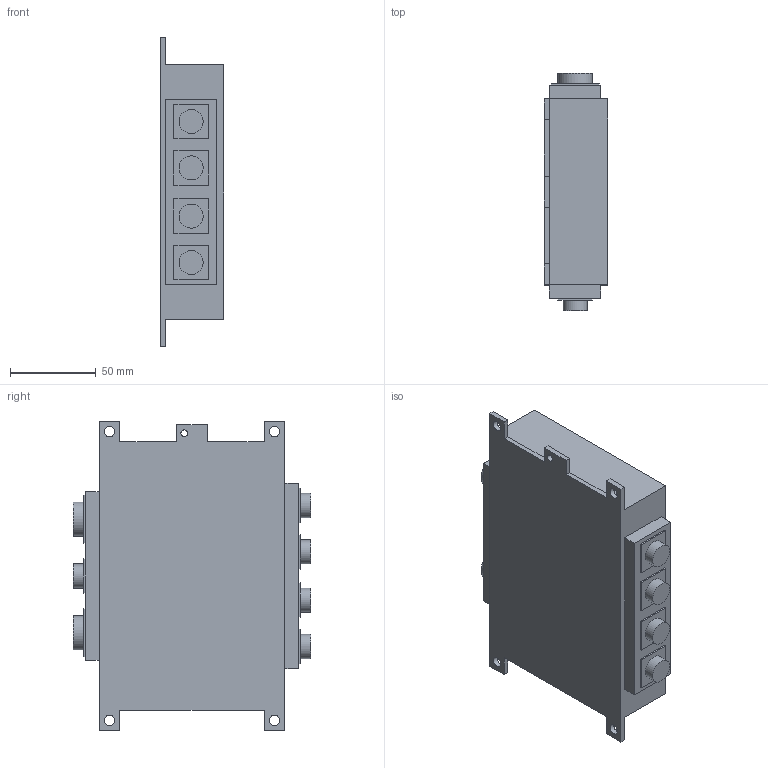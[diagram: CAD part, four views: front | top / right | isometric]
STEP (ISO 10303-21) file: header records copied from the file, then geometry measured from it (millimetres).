
FILE_DESCRIPTION(/* description */ (''),/* implementation_level */ '2;1');
FILE_NAME(/* name */ '348k_be.stp',/* time_stamp */ '2017-08-24T10:05:51+03:00',/* author */ (''),/* organization */ (''),/* preprocessor_version */ 'ST-DEVELOPER v15',/* originating_system */ 'SIEMENS PLM Software NX 9.0',/* authorisation */ '');
FILE_SCHEMA (('AP203_CONFIGURATION_CONTROLLED_3D_DESIGN_OF_MECHANICAL_PARTS_AND_ASSEMBLIES_MIM_LF { 1 0 10303 403 2 1 2}'));
Length unit declared in the file: millimetre
Products named in the file (1): User36C424536gse
Bounding box: 37 x 138 x 180 mm (x, y, z)
Volume: 657287.1 mm3; surface area: 61514 mm2
Topology: 1 solids, 1 shells, 86 faces, 204 edges, 136 vertices
Faces by surface type: plane 74, cylinder 12
Full cylindrical faces by diameter (mm): 4 x1, 6 x4, 14 x5, 20 x2
Entity records: 2504 total; most frequent: CARTESIAN_POINT 415, DIRECTION 390, ORIENTED_EDGE 384, EDGE_CURVE 192, LINE 168, VECTOR 168, VERTEX_POINT 136, EDGE_LOOP 124
